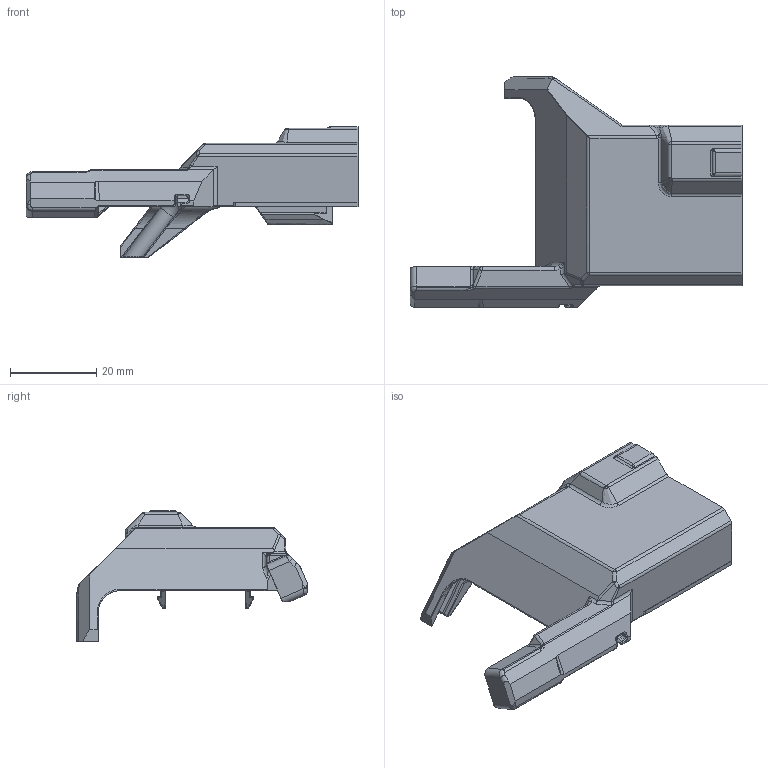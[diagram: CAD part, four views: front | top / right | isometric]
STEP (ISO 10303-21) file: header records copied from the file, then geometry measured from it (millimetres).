
FILE_DESCRIPTION (( 'STEP AP214' ), '1' );
FILE_NAME ('PCB mounting Bracket.STEP', '2025-07-21T02:45:26', ( 'Windows User' ), ( 'P R C' ), 'SwSTEP 2.0', 'SolidWorks 2022', '' );
FILE_SCHEMA (( 'AUTOMOTIVE_DESIGN' ));
Length unit declared in the file: millimetre
Products named in the file (1): PCB mounting Bracket
Bounding box: 77.13 x 53.52 x 30.42 mm (x, y, z)
Volume: 11851.3 mm3; surface area: 14126.9 mm2
Topology: 2 solids, 2 shells, 583 faces, 1547 edges, 938 vertices
Faces by surface type: plane 186, cylinder 185, bspline 177, torus 17, sphere 9, cone 9
Entity records: 26484 total; most frequent: CARTESIAN_POINT 14005, ORIENTED_EDGE 3038, DIRECTION 1989, EDGE_CURVE 1519, VERTEX_POINT 938, AXIS2_PLACEMENT_3D 680, LINE 629, VECTOR 629
